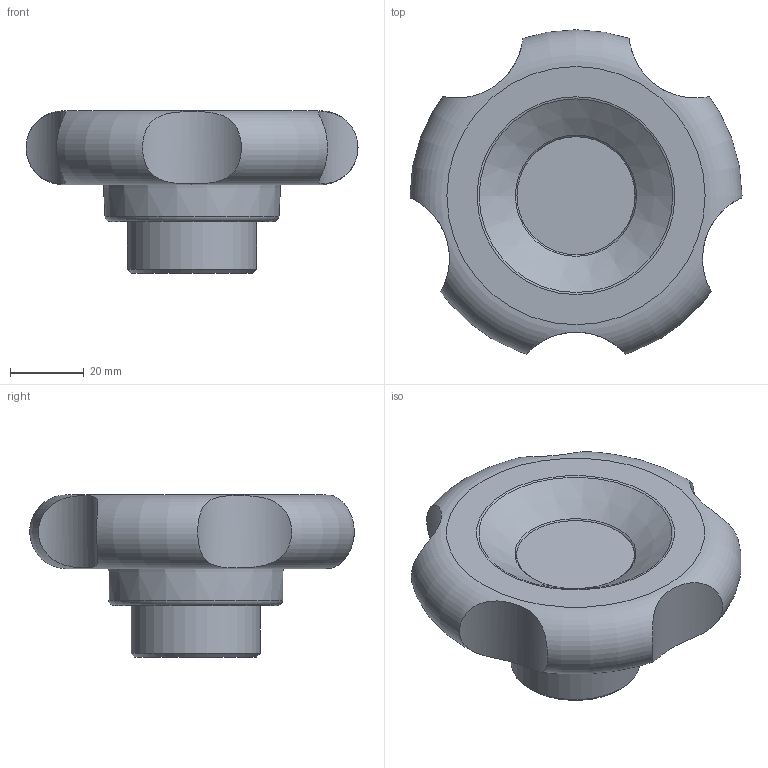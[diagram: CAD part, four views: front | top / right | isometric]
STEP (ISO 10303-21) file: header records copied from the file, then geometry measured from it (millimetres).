
FILE_DESCRIPTION( ( 'Unknown' ), '1' );
FILE_NAME( '6126010_VUA90.stp', 'Unknown', ( 'Unknown' ), ( 'Unknown' ), 'PSStep 11.0', 'Unknown', ' ' );
FILE_SCHEMA( ( 'AUTOMOTIVE_DESIGN { 1 0 10303 214 1 1 1 1 }' ) );
Length unit declared in the file: millimetre
Products named in the file (1): 6126010
Bounding box: 89.99 x 87.95 x 44 mm (x, y, z)
Volume: 115852.4 mm3; surface area: 21257.8 mm2
Topology: 1 solids, 1 shells, 27 faces, 47 edges, 31 vertices
Faces by surface type: cylinder 8, torus 7, cone 6, plane 6
Full cylindrical faces by diameter (mm): 3.15 x1, 32 x1, 35 x1
Entity records: 1282 total; most frequent: CARTESIAN_POINT 608, DIRECTION 98, EDGE_LOOP 52, ORIENTED_EDGE 52, AXIS2_PLACEMENT_3D 49, FACE_OUTER_BOUND 37, STYLED_ITEM 27, PRESENTATION_STYLE_ASSIGNMENT 27
